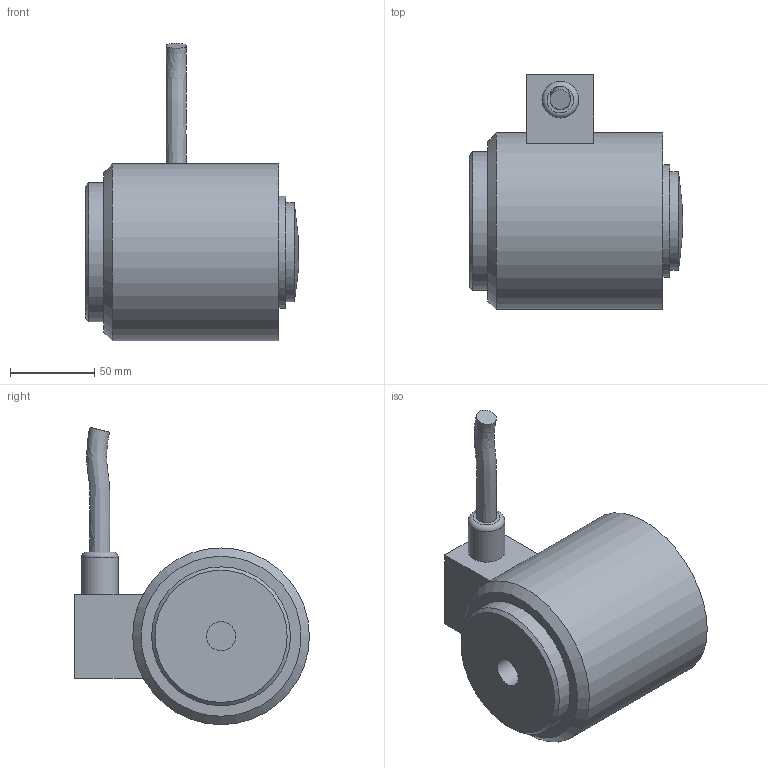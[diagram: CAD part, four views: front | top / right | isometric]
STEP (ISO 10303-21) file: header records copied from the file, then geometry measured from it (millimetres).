
FILE_DESCRIPTION(/* description */ ('Alibre Inc.'),/* implementation_level */ '2;1');
FILE_NAME(/* name */ 'export0',/* time_stamp */ '2014-06-30T15:01:12+02:00',/* author */ (''),/* organization */ (''),/* preprocessor_version */ 'ST-DEVELOPER v14',/* originating_system */ 'Alibre',/* authorisation */ '');
FILE_SCHEMA (('CONFIG_CONTROL_DESIGN'));
Length unit declared in the file: centimetre
Products named in the file (3): ID_1
Bounding box: 126.68 x 139.5 x 176.63 mm (x, y, z)
Volume: 1070565.1 mm3; surface area: 73853 mm2
Topology: 2 solids, 2 shells, 32 faces, 57 edges, 38 vertices
Faces by surface type: plane 17, cylinder 10, cone 2, torus 1, sphere 1, bspline 1
Full cylindrical faces by diameter (mm): 12 x1, 17.294 x1, 21.731 x1, 58.7 x1, 66.7 x1, 82.5 x1, 100.74 x1, 101 x1, 103 x1, 105 x1
Entity records: 1154 total; most frequent: CARTESIAN_POINT 314, DIRECTION 115, ORIENTED_EDGE 76, AXIS2_PLACEMENT_3D 61, EDGE_LOOP 55, FACE_BOUND 55, EDGE_CURVE 38, VERTEX_POINT 33
